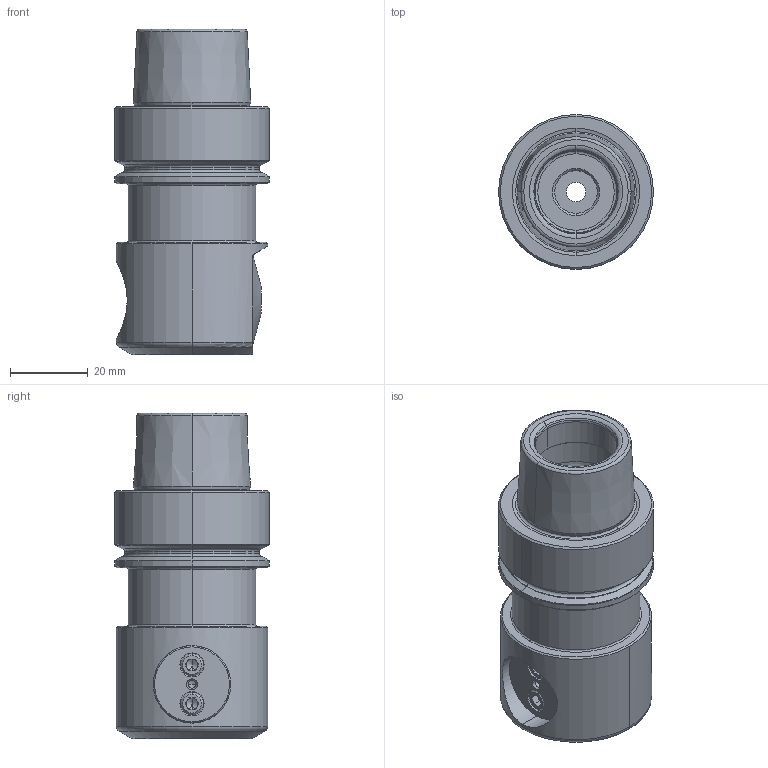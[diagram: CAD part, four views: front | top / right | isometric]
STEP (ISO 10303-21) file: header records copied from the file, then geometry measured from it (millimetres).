
FILE_DESCRIPTION(('no description'),'unknown implementation level');
FILE_NAME('B68FCB1F-B600-40A2-B5C3-72E087DC65EF_export.stp',' ',('CIMSOURCE GmbH'),('CADClick - KiM GmbH - www.kimweb.de'),'unknown preprocess','ACIS','unknown authorization');
FILE_SCHEMA(('automotive_design'));
Length unit declared in the file: millimetre
Products named in the file (7): 112.207 Kaiser Ausdrehkopf EWN 04-22xHSK-E40|112.238 Kaiser Werkzeugk�rper EWN 04-22xHSK-E40_Standard ohne Gewinde M22.8x0.5;<N151.02 HSK-E40>-<Schleifen Konus und Schulter>; 112.207 Kaiser Ausdrehkopf EWN 04-22xHSK-E40|112.287 Kaiser Werkzeugtr�ger EWN 04-22xHSK-E40_geschliffen Bohrung �10|691.350 Kaiser Zyl-Sti DIN 6325 �2m6x16;Rotation1; 112.207 Kaiser Ausdrehkopf EWN 04-22xHSK-E40|112.287 Kaiser Werkzeugtr�ger EWN 04-22xHSK-E40_geschliffen Bohrung �10|112.267 Kaiser Prisma zu EW 2-22;Fase1; 112.207 Kaiser Ausdrehkopf EWN 04-22xHSK-E40|112.287 Kaiser Werkzeugtr�ger EWN 04-22xHSK-E40_geschliffen Bohrung �10|690.421 Kaiser Gewindestift M6x5 DIN 913;Schnitt-Rotation1; 112.207 Kaiser Ausdrehkopf EWN 04-22xHSK-E40|112.287 Kaiser Werkzeugtr�ger EWN 04-22xHSK-E40_geschliffen Bohrung �10|112.287 Kaiser Werkzeugtr�ger EWN 04-22xHSK-E40_geschliffen Bohrung �10;Fase2
Bounding box: 39.95 x 39.95 x 83.9 mm (x, y, z)
Volume: 63844.4 mm3; surface area: 21527.9 mm2
Topology: 7 solids, 7 shells, 252 faces, 592 edges, 349 vertices
Faces by surface type: cylinder 76, cone 64, plane 63, torus 31, bspline 18
Entity records: 18049 total; most frequent: CARTESIAN_POINT 5542, DIRECTION 1218, STYLED_ITEM 1190, PRESENTATION_STYLE_ASSIGNMENT 1190, COLOUR_RGB 1190, ORIENTED_EDGE 1164, EDGE_CURVE 582, CURVE_STYLE 582
